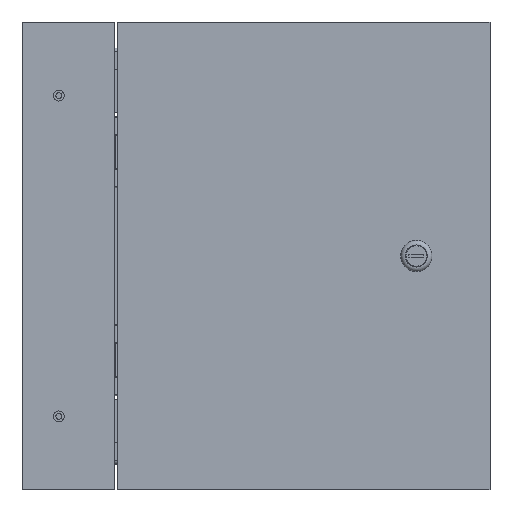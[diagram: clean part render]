
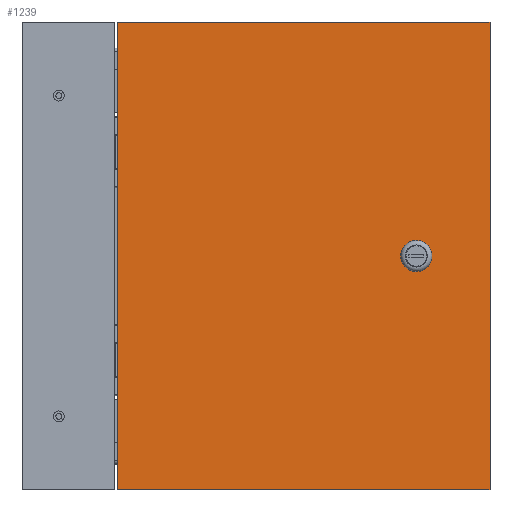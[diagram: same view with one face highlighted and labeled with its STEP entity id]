
A CAD part, front view. The second image highlights one B-rep face of the part: STEP entity #1239.
In plain terms, the highlighted planar face has unit normal (0, -1, 0).
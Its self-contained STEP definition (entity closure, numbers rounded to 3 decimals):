
#1239 = ADVANCED_FACE( '', ( #2700, #2701 ), #2702, .T. );
#2700 = FACE_BOUND( '', #10448, .T. );
#2701 = FACE_OUTER_BOUND( '', #10449, .T. );
#2702 = PLANE( '', #10450 );
#10448 = EDGE_LOOP( '', ( #34515, #34516, #34517, #34518 ) );
#10449 = EDGE_LOOP( '', ( #34519, #34520, #34521, #34522 ) );
#10450 = AXIS2_PLACEMENT_3D( '', #34523, #34524, #34525 );
#34515 = ORIENTED_EDGE( '', *, *, #38183, .F. );
#34516 = ORIENTED_EDGE( '', *, *, #38802, .F. );
#34517 = ORIENTED_EDGE( '', *, *, #38803, .F. );
#34518 = ORIENTED_EDGE( '', *, *, #38804, .F. );
#34519 = ORIENTED_EDGE( '', *, *, #38805, .T. );
#34520 = ORIENTED_EDGE( '', *, *, #38806, .T. );
#34521 = ORIENTED_EDGE( '', *, *, #38807, .T. );
#34522 = ORIENTED_EDGE( '', *, *, #38783, .T. );
#34523 = CARTESIAN_POINT( '', ( 0., 0., 0. ) );
#34524 = DIRECTION( '', ( 0., -1., 0. ) );
#34525 = DIRECTION( '', ( 0., 0., -1. ) );
#38183 = EDGE_CURVE( '', #40123, #40125, #40126, .T. );
#38783 = EDGE_CURVE( '', #41146, #41147, #41148, .T. );
#38802 = EDGE_CURVE( '', #41180, #40123, #41181, .T. );
#38803 = EDGE_CURVE( '', #41182, #41180, #41183, .T. );
#38804 = EDGE_CURVE( '', #40125, #41182, #41184, .T. );
#38805 = EDGE_CURVE( '', #41147, #41185, #41186, .T. );
#38806 = EDGE_CURVE( '', #41185, #41187, #41188, .T. );
#38807 = EDGE_CURVE( '', #41187, #41146, #41189, .T. );
#40123 = VERTEX_POINT( '', #43012 );
#40125 = VERTEX_POINT( '', #43015 );
#40126 = CIRCLE( '', #43016, 9.716 );
#41146 = VERTEX_POINT( '', #45204 );
#41147 = VERTEX_POINT( '', #45205 );
#41148 = LINE( '', #45206, #45207 );
#41180 = VERTEX_POINT( '', #45282 );
#41181 = LINE( '', #45283, #45284 );
#41182 = VERTEX_POINT( '', #45285 );
#41183 = CIRCLE( '', #45286, 9.716 );
#41184 = LINE( '', #45287, #45288 );
#41185 = VERTEX_POINT( '', #45289 );
#41186 = LINE( '', #45290, #45291 );
#41187 = VERTEX_POINT( '', #45292 );
#41188 = LINE( '', #45293, #45294 );
#41189 = LINE( '', #45295, #45296 );
#43012 = CARTESIAN_POINT( '', ( 90.678, 0., 5.322 ) );
#43015 = CARTESIAN_POINT( '', ( 74.422, 0., 5.322 ) );
#43016 = AXIS2_PLACEMENT_3D( '', #49174, #49175, #49176 );
#45204 = CARTESIAN_POINT( '', ( 136.525, 0., 171.45 ) );
#45205 = CARTESIAN_POINT( '', ( -136.525, 0., 171.45 ) );
#45206 = CARTESIAN_POINT( '', ( 136.525, 0., 171.45 ) );
#45207 = VECTOR( '', #49815, 1000. );
#45282 = CARTESIAN_POINT( '', ( 90.678, 0., -5.322 ) );
#45283 = CARTESIAN_POINT( '', ( 90.678, 0., 5.322 ) );
#45284 = VECTOR( '', #49829, 1000. );
#45285 = CARTESIAN_POINT( '', ( 74.422, 0., -5.322 ) );
#45286 = AXIS2_PLACEMENT_3D( '', #49830, #49831, #49832 );
#45287 = CARTESIAN_POINT( '', ( 74.422, 0., 5.322 ) );
#45288 = VECTOR( '', #49833, 1000. );
#45289 = CARTESIAN_POINT( '', ( -136.525, 0., -171.45 ) );
#45290 = CARTESIAN_POINT( '', ( -136.525, 0., 171.45 ) );
#45291 = VECTOR( '', #49834, 1000. );
#45292 = CARTESIAN_POINT( '', ( 136.525, 0., -171.45 ) );
#45293 = CARTESIAN_POINT( '', ( -136.525, 0., -171.45 ) );
#45294 = VECTOR( '', #49835, 1000. );
#45295 = CARTESIAN_POINT( '', ( 136.525, 0., -171.45 ) );
#45296 = VECTOR( '', #49836, 1000. );
#49174 = CARTESIAN_POINT( '', ( 82.55, 0., 0. ) );
#49175 = DIRECTION( '', ( 0., -1., 0. ) );
#49176 = DIRECTION( '', ( 1., 0., 0. ) );
#49815 = DIRECTION( '', ( -1., 0., 0. ) );
#49829 = DIRECTION( '', ( 0., 0., 1. ) );
#49830 = CARTESIAN_POINT( '', ( 82.55, 0., 0. ) );
#49831 = DIRECTION( '', ( 0., -1., 0. ) );
#49832 = DIRECTION( '', ( 1., 0., 0. ) );
#49833 = DIRECTION( '', ( 0., 0., -1. ) );
#49834 = DIRECTION( '', ( 0., 0., -1. ) );
#49835 = DIRECTION( '', ( 1., 0., 0. ) );
#49836 = DIRECTION( '', ( 0., 0., 1. ) );
